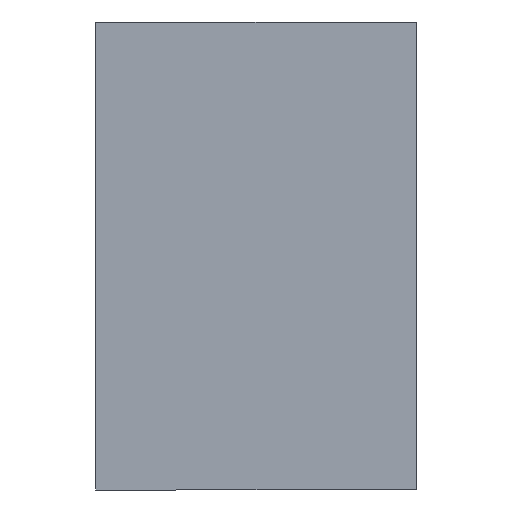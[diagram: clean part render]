
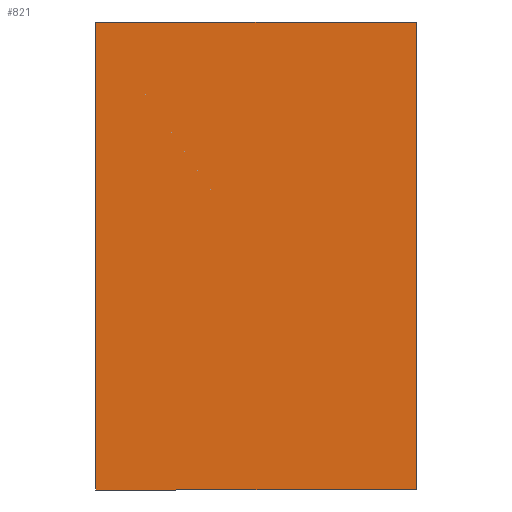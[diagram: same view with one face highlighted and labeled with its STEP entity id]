
A CAD part, left-side view. The second image highlights one B-rep face of the part: STEP entity #821.
In plain terms, the highlighted planar face has unit normal (-1, 0, 0).
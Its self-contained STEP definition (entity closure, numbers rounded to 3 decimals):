
#61 = DIRECTION ( 'NONE',  ( 0., 0., 1. ) ) ;
#128 = CARTESIAN_POINT ( 'NONE',  ( -0.01, 1.29, 0.01 ) ) ;
#159 = VECTOR ( 'NONE', #639, 1000. ) ;
#218 = AXIS2_PLACEMENT_3D ( 'NONE', #2386, #262, #236 ) ;
#236 = DIRECTION ( 'NONE',  ( 0., 0., 1. ) ) ;
#239 = EDGE_CURVE ( 'NONE', #739, #859, #898, .T. ) ;
#247 = LINE ( 'NONE', #1356, #479 ) ;
#262 = DIRECTION ( 'NONE',  ( -1., 0., 0. ) ) ;
#420 = VECTOR ( 'NONE', #1910, 1000. ) ;
#428 = ORIENTED_EDGE ( 'NONE', *, *, #239, .T. ) ;
#479 = VECTOR ( 'NONE', #61, 1000. ) ;
#506 = ORIENTED_EDGE ( 'NONE', *, *, #916, .T. ) ;
#594 = CARTESIAN_POINT ( 'NONE',  ( -0.01, 1.29, -1.89 ) ) ;
#639 = DIRECTION ( 'NONE',  ( 0., 0., -1. ) ) ;
#739 = VERTEX_POINT ( 'NONE', #1286 ) ;
#821 = ADVANCED_FACE ( 'NONE', ( #2167 ), #1598, .T. ) ;
#859 = VERTEX_POINT ( 'NONE', #128 ) ;
#868 = VERTEX_POINT ( 'NONE', #1840 ) ;
#896 = LINE ( 'NONE', #2047, #159 ) ;
#898 = LINE ( 'NONE', #1134, #420 ) ;
#916 = EDGE_CURVE ( 'NONE', #859, #868, #896, .T. ) ;
#933 = ORIENTED_EDGE ( 'NONE', *, *, #1894, .T. ) ;
#1051 = VECTOR ( 'NONE', #1925, 1000. ) ;
#1134 = CARTESIAN_POINT ( 'NONE',  ( -0.01, 1.29, 0.01 ) ) ;
#1173 = LINE ( 'NONE', #594, #1051 ) ;
#1286 = CARTESIAN_POINT ( 'NONE',  ( -0.01, -0.01, 0.01 ) ) ;
#1356 = CARTESIAN_POINT ( 'NONE',  ( -0.01, -0.01, -1.89 ) ) ;
#1496 = EDGE_CURVE ( 'NONE', #868, #2124, #1173, .T. ) ;
#1598 = PLANE ( 'NONE',  #218 ) ;
#1691 = CARTESIAN_POINT ( 'NONE',  ( -0.01, -0.01, -1.89 ) ) ;
#1789 = ORIENTED_EDGE ( 'NONE', *, *, #1496, .T. ) ;
#1818 = EDGE_LOOP ( 'NONE', ( #1789, #933, #428, #506 ) ) ;
#1840 = CARTESIAN_POINT ( 'NONE',  ( -0.01, 1.29, -1.89 ) ) ;
#1894 = EDGE_CURVE ( 'NONE', #2124, #739, #247, .T. ) ;
#1910 = DIRECTION ( 'NONE',  ( 0., 1., 0. ) ) ;
#1925 = DIRECTION ( 'NONE',  ( 0., -1., 0. ) ) ;
#2047 = CARTESIAN_POINT ( 'NONE',  ( -0.01, 1.29, -1.89 ) ) ;
#2124 = VERTEX_POINT ( 'NONE', #1691 ) ;
#2167 = FACE_OUTER_BOUND ( 'NONE', #1818, .T. ) ;
#2386 = CARTESIAN_POINT ( 'NONE',  ( -0.01, 0., 0. ) ) ;
